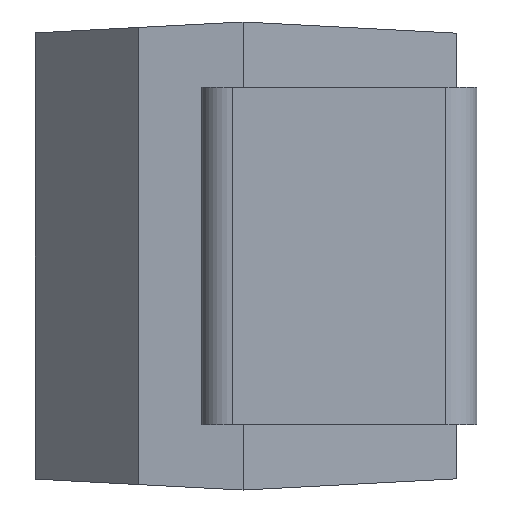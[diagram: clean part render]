
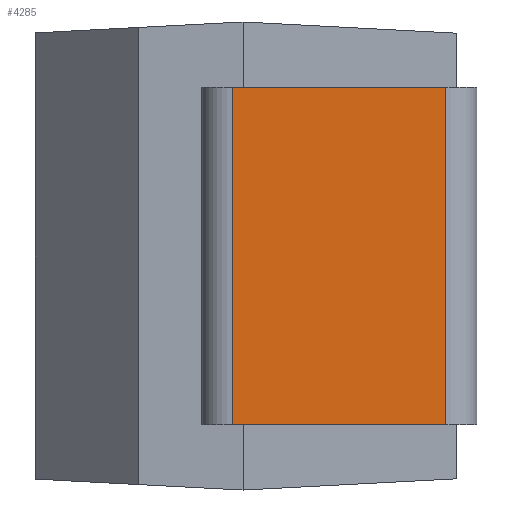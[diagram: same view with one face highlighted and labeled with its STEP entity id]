
A CAD part, left-side view. The second image highlights one B-rep face of the part: STEP entity #4285.
In plain terms, the highlighted planar face has unit normal (-1, 0, 0).
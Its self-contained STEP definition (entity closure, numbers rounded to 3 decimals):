
#138 = VERTEX_POINT ( 'NONE', #2685 ) ;
#522 = VECTOR ( 'NONE', #6066, 1000. ) ;
#530 = EDGE_CURVE ( 'NONE', #2870, #138, #2370, .T. ) ;
#797 = DIRECTION ( 'NONE',  ( 0., 0., -1. ) ) ;
#963 = VERTEX_POINT ( 'NONE', #4726 ) ;
#1297 = VERTEX_POINT ( 'NONE', #2066 ) ;
#1636 = EDGE_LOOP ( 'NONE', ( #7437, #1955, #7139, #7481 ) ) ;
#1879 = VECTOR ( 'NONE', #797, 1000. ) ;
#1922 = CARTESIAN_POINT ( 'NONE',  ( -1.7, 0.12, 0.65 ) ) ;
#1955 = ORIENTED_EDGE ( 'NONE', *, *, #7755, .F. ) ;
#2066 = CARTESIAN_POINT ( 'NONE',  ( -1.7, 0.12, 0.65 ) ) ;
#2073 = FACE_OUTER_BOUND ( 'NONE', #1636, .T. ) ;
#2333 = CARTESIAN_POINT ( 'NONE',  ( -1.7, 0.94, -0.65 ) ) ;
#2370 = LINE ( 'NONE', #6254, #5338 ) ;
#2539 = PLANE ( 'NONE',  #3213 ) ;
#2587 = DIRECTION ( 'NONE',  ( 0., 0., -1. ) ) ;
#2678 = DIRECTION ( 'NONE',  ( 0., -1., 0. ) ) ;
#2685 = CARTESIAN_POINT ( 'NONE',  ( -1.7, 0.12, -0.65 ) ) ;
#2870 = VERTEX_POINT ( 'NONE', #2333 ) ;
#3019 = EDGE_CURVE ( 'NONE', #963, #2870, #4396, .T. ) ;
#3148 = CARTESIAN_POINT ( 'NONE',  ( -1.7, 0.12, 0.65 ) ) ;
#3213 = AXIS2_PLACEMENT_3D ( 'NONE', #3148, #6709, #7339 ) ;
#3712 = LINE ( 'NONE', #1922, #522 ) ;
#4285 = ADVANCED_FACE ( 'NONE', ( #2073 ), #2539, .F. ) ;
#4396 = LINE ( 'NONE', #6140, #7564 ) ;
#4407 = CARTESIAN_POINT ( 'NONE',  ( -1.7, 0.12, 0.65 ) ) ;
#4726 = CARTESIAN_POINT ( 'NONE',  ( -1.7, 0.94, 0.65 ) ) ;
#5338 = VECTOR ( 'NONE', #2678, 1000. ) ;
#6066 = DIRECTION ( 'NONE',  ( 0., -1., 0. ) ) ;
#6140 = CARTESIAN_POINT ( 'NONE',  ( -1.7, 0.94, 0.65 ) ) ;
#6254 = CARTESIAN_POINT ( 'NONE',  ( -1.7, 0.12, -0.65 ) ) ;
#6642 = LINE ( 'NONE', #4407, #1879 ) ;
#6709 = DIRECTION ( 'NONE',  ( 1., 0., 0. ) ) ;
#7139 = ORIENTED_EDGE ( 'NONE', *, *, #7607, .F. ) ;
#7339 = DIRECTION ( 'NONE',  ( 0., 1., 0. ) ) ;
#7437 = ORIENTED_EDGE ( 'NONE', *, *, #530, .T. ) ;
#7481 = ORIENTED_EDGE ( 'NONE', *, *, #3019, .T. ) ;
#7564 = VECTOR ( 'NONE', #2587, 1000. ) ;
#7607 = EDGE_CURVE ( 'NONE', #963, #1297, #3712, .T. ) ;
#7755 = EDGE_CURVE ( 'NONE', #1297, #138, #6642, .T. ) ;
